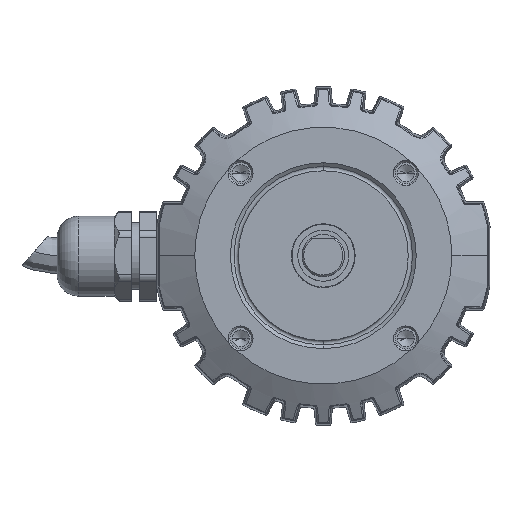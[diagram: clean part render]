
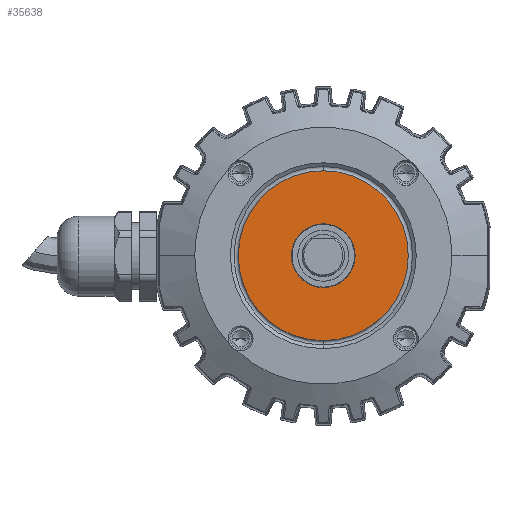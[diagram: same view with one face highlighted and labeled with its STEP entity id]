
A CAD part, top view. The second image highlights one B-rep face of the part: STEP entity #35638.
In plain terms, the highlighted planar face has unit normal (0, 0, 1).
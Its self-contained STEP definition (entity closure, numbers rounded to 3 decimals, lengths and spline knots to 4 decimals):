
#1805 = CIRCLE ( 'NONE', #11558, 0.9992 ) ;
#1807 = CIRCLE ( 'NONE', #11559, 0.375 ) ;
#4442 = AXIS2_PLACEMENT_3D ( 'NONE', #45694, #45695, #45697 ) ;
#4463 = AXIS2_PLACEMENT_3D ( 'NONE', #45971, #45973, #45975 ) ;
#6196 = DIRECTION ( 'NONE',  ( 0., 1., 0. ) ) ;
#6198 = DIRECTION ( 'NONE',  ( 0., 0., -1. ) ) ;
#6200 = CARTESIAN_POINT ( 'NONE',  ( 0., 0., 1.433 ) ) ;
#6204 = DIRECTION ( 'NONE',  ( 0., 1., 0. ) ) ;
#6205 = DIRECTION ( 'NONE',  ( 0., 0., -1. ) ) ;
#6206 = CARTESIAN_POINT ( 'NONE',  ( 0., 0., 1.433 ) ) ;
#8135 = CIRCLE ( 'NONE', #4442, 0.9992 ) ;
#8193 = CIRCLE ( 'NONE', #4463, 0.375 ) ;
#10978 = AXIS2_PLACEMENT_3D ( 'NONE', #32482, #32492, #32493 ) ;
#11558 = AXIS2_PLACEMENT_3D ( 'NONE', #6200, #6198, #6196 ) ;
#11559 = AXIS2_PLACEMENT_3D ( 'NONE', #6206, #6205, #6204 ) ;
#15958 = EDGE_CURVE ( 'NONE', #40254, #40085, #1807, .T. ) ;
#15960 = EDGE_CURVE ( 'NONE', #39010, #38912, #1805, .T. ) ;
#20020 = CARTESIAN_POINT ( 'NONE',  ( 0., 0.9992, 1.433 ) ) ;
#20118 = CARTESIAN_POINT ( 'NONE',  ( 0., -0.9992, 1.433 ) ) ;
#20508 = FACE_OUTER_BOUND ( 'NONE', #45466, .T. ) ;
#20523 = FACE_BOUND ( 'NONE', #45455, .T. ) ;
#29200 = ORIENTED_EDGE ( 'NONE', *, *, #47835, .F. ) ;
#29202 = ORIENTED_EDGE ( 'NONE', *, *, #15960, .F. ) ;
#29205 = ORIENTED_EDGE ( 'NONE', *, *, #47877, .T. ) ;
#29207 = ORIENTED_EDGE ( 'NONE', *, *, #15958, .T. ) ;
#32482 = CARTESIAN_POINT ( 'NONE',  ( 0., 0., 1.433 ) ) ;
#32490 = PLANE ( 'NONE',  #10978 ) ;
#32492 = DIRECTION ( 'NONE',  ( 0., 0., 1. ) ) ;
#32493 = DIRECTION ( 'NONE',  ( 1., 0., 0. ) ) ;
#35638 = ADVANCED_FACE ( 'NONE', ( #20508, #20523 ), #32490, .T. ) ;
#38912 = VERTEX_POINT ( 'NONE', #20020 ) ;
#39010 = VERTEX_POINT ( 'NONE', #20118 ) ;
#40085 = VERTEX_POINT ( 'NONE', #44502 ) ;
#40254 = VERTEX_POINT ( 'NONE', #44616 ) ;
#44502 = CARTESIAN_POINT ( 'NONE',  ( 0., 0.375, 1.433 ) ) ;
#44616 = CARTESIAN_POINT ( 'NONE',  ( 0., -0.375, 1.433 ) ) ;
#45455 = EDGE_LOOP ( 'NONE', ( #29205, #29207 ) ) ;
#45466 = EDGE_LOOP ( 'NONE', ( #29200, #29202 ) ) ;
#45694 = CARTESIAN_POINT ( 'NONE',  ( 0., 0., 1.433 ) ) ;
#45695 = DIRECTION ( 'NONE',  ( 0., 0., -1. ) ) ;
#45697 = DIRECTION ( 'NONE',  ( 0., 1., 0. ) ) ;
#45971 = CARTESIAN_POINT ( 'NONE',  ( 0., 0., 1.433 ) ) ;
#45973 = DIRECTION ( 'NONE',  ( 0., 0., -1. ) ) ;
#45975 = DIRECTION ( 'NONE',  ( 0., 1., 0. ) ) ;
#47835 = EDGE_CURVE ( 'NONE', #38912, #39010, #8135, .T. ) ;
#47877 = EDGE_CURVE ( 'NONE', #40085, #40254, #8193, .T. ) ;
